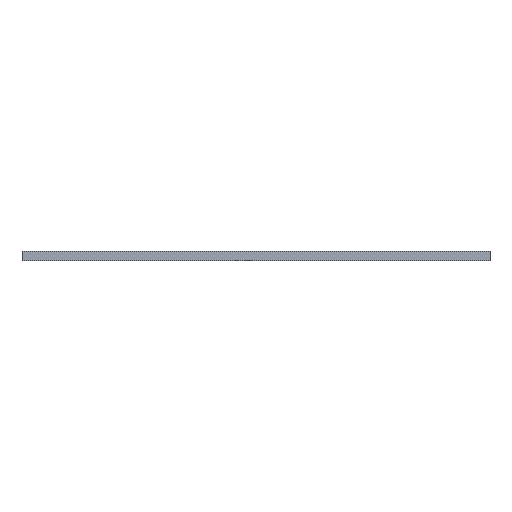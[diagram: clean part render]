
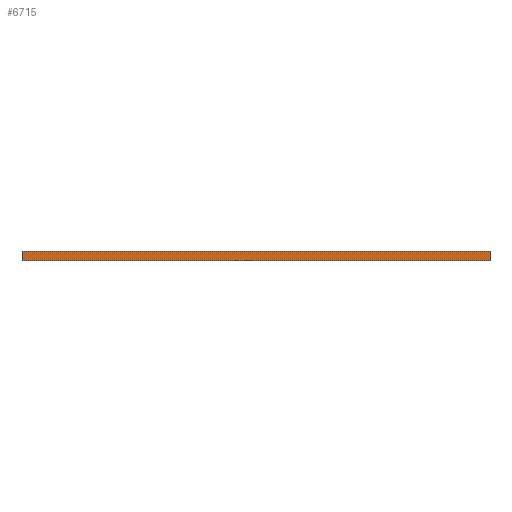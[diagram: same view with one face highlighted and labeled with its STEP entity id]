
A CAD part, front view. The second image highlights one B-rep face of the part: STEP entity #6715.
In plain terms, the highlighted planar face has unit normal (0, -1, 0).
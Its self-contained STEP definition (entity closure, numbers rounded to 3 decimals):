
#83 = PLANE('',#84);
#84 = AXIS2_PLACEMENT_3D('',#85,#86,#87);
#85 = CARTESIAN_POINT('',(61.268,-54.26,1.6));
#86 = DIRECTION('',(0.,0.,1.));
#87 = DIRECTION('',(1.,0.,-0.));
#137 = PLANE('',#138);
#138 = AXIS2_PLACEMENT_3D('',#139,#140,#141);
#139 = CARTESIAN_POINT('',(61.268,-54.26,0.));
#140 = DIRECTION('',(0.,0.,1.));
#141 = DIRECTION('',(1.,0.,-0.));
#268 = PLANE('',#269);
#269 = AXIS2_PLACEMENT_3D('',#270,#271,#272);
#270 = CARTESIAN_POINT('',(23.978,-96.774,0.));
#271 = DIRECTION('',(1.,0.,-0.));
#272 = DIRECTION('',(0.,-1.,0.));
#307 = VERTEX_POINT('',#308);
#308 = CARTESIAN_POINT('',(23.978,-97.79,0.));
#329 = EDGE_CURVE('',#307,#330,#332,.T.);
#330 = VERTEX_POINT('',#331);
#331 = CARTESIAN_POINT('',(99.009,-97.79,0.));
#332 = SURFACE_CURVE('',#333,(#337,#344),.PCURVE_S1.);
#333 = LINE('',#334,#335);
#334 = CARTESIAN_POINT('',(23.978,-97.79,0.));
#335 = VECTOR('',#336,1.);
#336 = DIRECTION('',(1.,0.,0.));
#337 = PCURVE('',#137,#338);
#338 = DEFINITIONAL_REPRESENTATION('',(#339),#343);
#339 = LINE('',#340,#341);
#340 = CARTESIAN_POINT('',(-37.29,-43.53));
#341 = VECTOR('',#342,1.);
#342 = DIRECTION('',(1.,0.));
#343 = ( GEOMETRIC_REPRESENTATION_CONTEXT(2) 
PARAMETRIC_REPRESENTATION_CONTEXT() REPRESENTATION_CONTEXT('2D SPACE',''
  ) );
#344 = PCURVE('',#345,#350);
#345 = PLANE('',#346);
#346 = AXIS2_PLACEMENT_3D('',#347,#348,#349);
#347 = CARTESIAN_POINT('',(23.978,-97.79,0.));
#348 = DIRECTION('',(0.,1.,0.));
#349 = DIRECTION('',(1.,0.,0.));
#350 = DEFINITIONAL_REPRESENTATION('',(#351),#355);
#351 = LINE('',#352,#353);
#352 = CARTESIAN_POINT('',(0.,0.));
#353 = VECTOR('',#354,1.);
#354 = DIRECTION('',(1.,0.));
#355 = ( GEOMETRIC_REPRESENTATION_CONTEXT(2) 
PARAMETRIC_REPRESENTATION_CONTEXT() REPRESENTATION_CONTEXT('2D SPACE',''
  ) );
#373 = PLANE('',#374);
#374 = AXIS2_PLACEMENT_3D('',#375,#376,#377);
#375 = CARTESIAN_POINT('',(99.009,-97.79,0.));
#376 = DIRECTION('',(-1.,0.,0.));
#377 = DIRECTION('',(0.,1.,0.));
#3759 = VERTEX_POINT('',#3760);
#3760 = CARTESIAN_POINT('',(23.978,-97.79,1.6));
#3781 = EDGE_CURVE('',#3759,#3782,#3784,.T.);
#3782 = VERTEX_POINT('',#3783);
#3783 = CARTESIAN_POINT('',(99.009,-97.79,1.6));
#3784 = SURFACE_CURVE('',#3785,(#3789,#3796),.PCURVE_S1.);
#3785 = LINE('',#3786,#3787);
#3786 = CARTESIAN_POINT('',(23.978,-97.79,1.6));
#3787 = VECTOR('',#3788,1.);
#3788 = DIRECTION('',(1.,0.,0.));
#3789 = PCURVE('',#83,#3790);
#3790 = DEFINITIONAL_REPRESENTATION('',(#3791),#3795);
#3791 = LINE('',#3792,#3793);
#3792 = CARTESIAN_POINT('',(-37.29,-43.53));
#3793 = VECTOR('',#3794,1.);
#3794 = DIRECTION('',(1.,0.));
#3795 = ( GEOMETRIC_REPRESENTATION_CONTEXT(2) 
PARAMETRIC_REPRESENTATION_CONTEXT() REPRESENTATION_CONTEXT('2D SPACE',''
  ) );
#3796 = PCURVE('',#345,#3797);
#3797 = DEFINITIONAL_REPRESENTATION('',(#3798),#3802);
#3798 = LINE('',#3799,#3800);
#3799 = CARTESIAN_POINT('',(0.,-1.6));
#3800 = VECTOR('',#3801,1.);
#3801 = DIRECTION('',(1.,0.));
#3802 = ( GEOMETRIC_REPRESENTATION_CONTEXT(2) 
PARAMETRIC_REPRESENTATION_CONTEXT() REPRESENTATION_CONTEXT('2D SPACE',''
  ) );
#6667 = EDGE_CURVE('',#307,#3759,#6668,.T.);
#6668 = SURFACE_CURVE('',#6669,(#6673,#6680),.PCURVE_S1.);
#6669 = LINE('',#6670,#6671);
#6670 = CARTESIAN_POINT('',(23.978,-97.79,0.));
#6671 = VECTOR('',#6672,1.);
#6672 = DIRECTION('',(0.,0.,1.));
#6673 = PCURVE('',#268,#6674);
#6674 = DEFINITIONAL_REPRESENTATION('',(#6675),#6679);
#6675 = LINE('',#6676,#6677);
#6676 = CARTESIAN_POINT('',(1.016,0.));
#6677 = VECTOR('',#6678,1.);
#6678 = DIRECTION('',(0.,-1.));
#6679 = ( GEOMETRIC_REPRESENTATION_CONTEXT(2) 
PARAMETRIC_REPRESENTATION_CONTEXT() REPRESENTATION_CONTEXT('2D SPACE',''
  ) );
#6680 = PCURVE('',#345,#6681);
#6681 = DEFINITIONAL_REPRESENTATION('',(#6682),#6686);
#6682 = LINE('',#6683,#6684);
#6683 = CARTESIAN_POINT('',(0.,0.));
#6684 = VECTOR('',#6685,1.);
#6685 = DIRECTION('',(0.,-1.));
#6686 = ( GEOMETRIC_REPRESENTATION_CONTEXT(2) 
PARAMETRIC_REPRESENTATION_CONTEXT() REPRESENTATION_CONTEXT('2D SPACE',''
  ) );
#6715 = ADVANCED_FACE('',(#6716),#345,.F.);
#6716 = FACE_BOUND('',#6717,.F.);
#6717 = EDGE_LOOP('',(#6718,#6719,#6720,#6741));
#6718 = ORIENTED_EDGE('',*,*,#6667,.T.);
#6719 = ORIENTED_EDGE('',*,*,#3781,.T.);
#6720 = ORIENTED_EDGE('',*,*,#6721,.F.);
#6721 = EDGE_CURVE('',#330,#3782,#6722,.T.);
#6722 = SURFACE_CURVE('',#6723,(#6727,#6734),.PCURVE_S1.);
#6723 = LINE('',#6724,#6725);
#6724 = CARTESIAN_POINT('',(99.009,-97.79,0.));
#6725 = VECTOR('',#6726,1.);
#6726 = DIRECTION('',(0.,0.,1.));
#6727 = PCURVE('',#345,#6728);
#6728 = DEFINITIONAL_REPRESENTATION('',(#6729),#6733);
#6729 = LINE('',#6730,#6731);
#6730 = CARTESIAN_POINT('',(75.032,0.));
#6731 = VECTOR('',#6732,1.);
#6732 = DIRECTION('',(0.,-1.));
#6733 = ( GEOMETRIC_REPRESENTATION_CONTEXT(2) 
PARAMETRIC_REPRESENTATION_CONTEXT() REPRESENTATION_CONTEXT('2D SPACE',''
  ) );
#6734 = PCURVE('',#373,#6735);
#6735 = DEFINITIONAL_REPRESENTATION('',(#6736),#6740);
#6736 = LINE('',#6737,#6738);
#6737 = CARTESIAN_POINT('',(0.,0.));
#6738 = VECTOR('',#6739,1.);
#6739 = DIRECTION('',(0.,-1.));
#6740 = ( GEOMETRIC_REPRESENTATION_CONTEXT(2) 
PARAMETRIC_REPRESENTATION_CONTEXT() REPRESENTATION_CONTEXT('2D SPACE',''
  ) );
#6741 = ORIENTED_EDGE('',*,*,#329,.F.);
